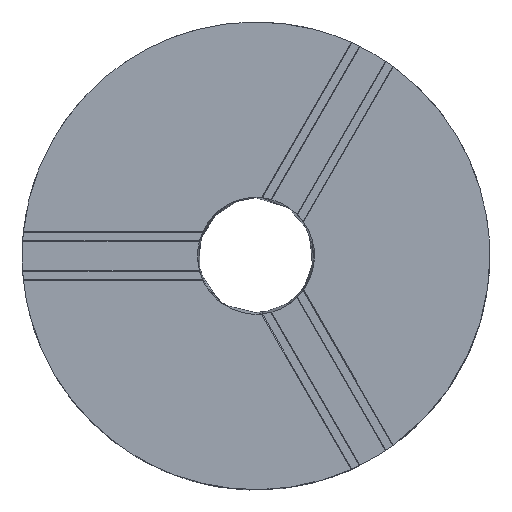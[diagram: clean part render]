
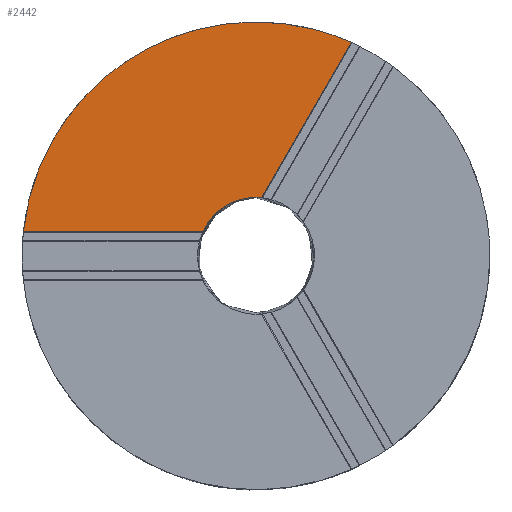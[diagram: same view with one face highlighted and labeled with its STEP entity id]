
A CAD part, top view. The second image highlights one B-rep face of the part: STEP entity #2442.
In plain terms, the highlighted free-form (B-spline) face has degree [1, 1] with [2, 2] control points.
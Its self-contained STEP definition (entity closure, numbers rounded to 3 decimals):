
#1611=CARTESIAN_POINT('V69',(31.058,69.583,
   76.2));
#1612=VERTEX_POINT('V69',#1611);
#1618=CARTESIAN_POINT('V121',(-75.785,7.938,
   76.2));
#1619=VERTEX_POINT('V121',#1618);
#1620=CARTESIAN_POINT('E163',(-75.785,7.937,
   76.2));
#1621=CARTESIAN_POINT('E163',(-71.739,46.569,
   76.2));
#1622=CARTESIAN_POINT('E163',(-38.1,65.991,
   76.2));
#1623=CARTESIAN_POINT('E163',(-4.437,85.426,
   76.2));
#1624=CARTESIAN_POINT('E163',(31.058,69.583,
   76.2));
#1632=(BOUNDED_CURVE()B_SPLINE_CURVE(2,(#1620,#1621,#1622,#1623,
   #1624),.CIRCULAR_ARC.,.F.,.U.)B_SPLINE_CURVE_WITH_KNOTS((3,2,3),
   (0.515,0.667,0.818),
   .UNSPECIFIED.)CURVE()GEOMETRIC_REPRESENTATION_ITEM()
   RATIONAL_B_SPLINE_CURVE((0.752,0.773,
   1.0,0.772,0.752))REPRESENTATION_ITEM(
   'E163'));
#1633=EDGE_CURVE('E163',#1619,#1612,#1632,.T.);
#2381=CARTESIAN_POINT('V68',(1.831,18.962,
   76.2));
#2382=VERTEX_POINT('V68',#2381);
#2388=CARTESIAN_POINT('E97',(1.831,18.962,
   76.2));
#2389=CARTESIAN_POINT('E97',(31.058,69.583,
   76.2));
#2390=B_SPLINE_CURVE_WITH_KNOTS('E97',1,(#2388,#2389),
   .POLYLINE_FORM.,.F.,.U.,(2,2),(0.352,
   0.852),.UNSPECIFIED.);
#2391=EDGE_CURVE('E97',#2382,#1612,#2390,.T.);
#2398=CARTESIAN_POINT('F65',(80.01,-80.01,
   76.2));
#2399=CARTESIAN_POINT('F65',(80.01,80.01,
   76.2));
#2400=CARTESIAN_POINT('F65',(-80.01,-80.01,
   76.2));
#2401=CARTESIAN_POINT('F65',(-80.01,80.01,
   76.2));
#2402=QUASI_UNIFORM_SURFACE('F65',1,1,((#2398,#2400),(#2399,#2401))
,.PLANE_SURF.,.F.,.F.,.U.);
#2403=CARTESIAN_POINT('V99',(-17.318,7.938,
   76.2));
#2404=VERTEX_POINT('V99',#2403);
#2405=CARTESIAN_POINT('E187',(-75.785,7.938,
   76.2));
#2406=CARTESIAN_POINT('E187',(-17.318,7.938,
   76.2));
#2407=B_SPLINE_CURVE_WITH_KNOTS('E187',1,(#2405,#2406),
   .POLYLINE_FORM.,.F.,.U.,(2,2),(0.053,
   0.784),.UNSPECIFIED.);
#2408=EDGE_CURVE('E187',#1619,#2404,#2407,.T.);
#2409=ORIENTED_EDGE('E187',*,*,#2408,.F.);
#2410=ORIENTED_EDGE('E163',*,*,#1633,.T.);
#2411=ORIENTED_EDGE('E97',*,*,#2391,.F.);
#2412=CARTESIAN_POINT('V100',(0.0,19.05,
   76.2));
#2413=VERTEX_POINT('V100',#2412);
#2414=CARTESIAN_POINT('E141',(0.0,19.05,
   76.2));
#2415=CARTESIAN_POINT('E141',(0.918,19.05,
   76.2));
#2416=CARTESIAN_POINT('E141',(1.831,18.962,
   76.2));
#2424=(BOUNDED_CURVE()B_SPLINE_CURVE(2,(#2414,#2415,#2416),
   .CIRCULAR_ARC.,.F.,.U.)B_SPLINE_CURVE_WITH_KNOTS((3,3),(0.0,
   0.018),.UNSPECIFIED.)CURVE()
   GEOMETRIC_REPRESENTATION_ITEM()RATIONAL_B_SPLINE_CURVE((1.0,
   0.973,0.949))REPRESENTATION_ITEM('E141')
   );
#2425=EDGE_CURVE('E141',#2413,#2382,#2424,.T.);
#2426=ORIENTED_EDGE('E141',*,*,#2425,.F.);
#2427=CARTESIAN_POINT('E139',(-17.318,7.938,
   76.2));
#2428=CARTESIAN_POINT('E139',(-12.224,19.05,
   76.2));
#2429=CARTESIAN_POINT('E139',(0.0,19.05,
   76.2));
#2437=(BOUNDED_CURVE()B_SPLINE_CURVE(2,(#2427,#2428,#2429),
   .CIRCULAR_ARC.,.F.,.U.)B_SPLINE_CURVE_WITH_KNOTS((3,3),(
   0.82,1.0),.UNSPECIFIED.)CURVE()
   GEOMETRIC_REPRESENTATION_ITEM()RATIONAL_B_SPLINE_CURVE((
   0.752,0.73,1.0))REPRESENTATION_ITEM(
   'E139'));
#2438=EDGE_CURVE('E139',#2404,#2413,#2437,.T.);
#2439=ORIENTED_EDGE('E139',*,*,#2438,.F.);
#2440=EDGE_LOOP('F65',(#2409,#2410,#2411,#2426,#2439));
#2441=FACE_OUTER_BOUND('F65',#2440,.F.);
#2442=ADVANCED_FACE('F65',(#2441),#2402,.T.);
